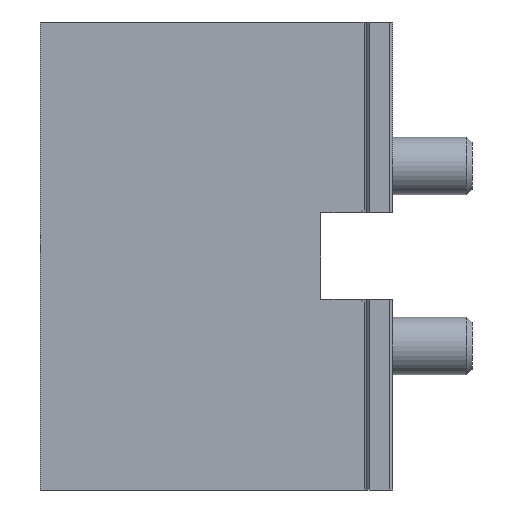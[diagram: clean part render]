
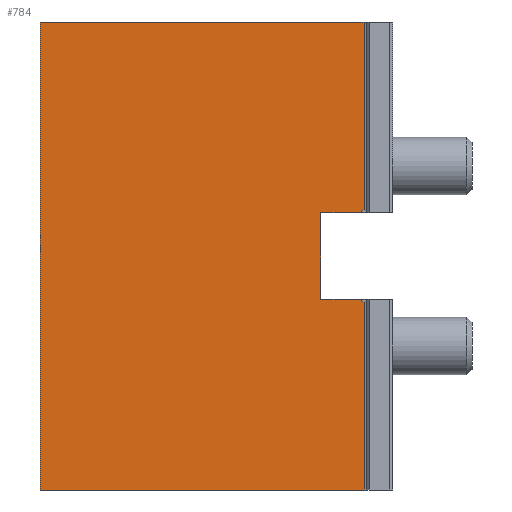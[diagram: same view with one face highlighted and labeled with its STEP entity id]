
A CAD part, left-side view. The second image highlights one B-rep face of the part: STEP entity #784.
In plain terms, the highlighted planar face has unit normal (-1, 0, 0).
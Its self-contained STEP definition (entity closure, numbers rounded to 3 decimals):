
#288=CARTESIAN_POINT('',(-27.5,-16.5,26.5));
#289=VERTEX_POINT('',#288);
#290=CARTESIAN_POINT('',(-27.5,-17.,26.));
#291=VERTEX_POINT('',#290);
#292=CARTESIAN_POINT('',(-27.5,-16.5,26.5));
#293=DIRECTION('',(0.0,-0.707,-0.707));
#294=VECTOR('',#293,0.707);
#295=LINE('',#292,#294);
#296=EDGE_CURVE('',#289,#291,#295,.T.);
#339=CARTESIAN_POINT('',(-27.5,-11.,26.5));
#340=VERTEX_POINT('',#339);
#347=CARTESIAN_POINT('',(-27.5,-16.5,26.5));
#348=DIRECTION('',(0.0,1.0,0.0));
#349=VECTOR('',#348,5.5);
#350=LINE('',#347,#349);
#351=EDGE_CURVE('',#289,#340,#350,.T.);
#606=CARTESIAN_POINT('',(-27.5,-16.5,38.5));
#607=VERTEX_POINT('',#606);
#614=CARTESIAN_POINT('',(-27.5,-11.,38.5));
#615=VERTEX_POINT('',#614);
#616=CARTESIAN_POINT('',(-27.5,-11.,38.5));
#617=DIRECTION('',(0.0,-1.0,0.0));
#618=VECTOR('',#617,5.5);
#619=LINE('',#616,#618);
#620=EDGE_CURVE('',#615,#607,#619,.T.);
#704=CARTESIAN_POINT('',(-27.5,-17.,39.0));
#705=VERTEX_POINT('',#704);
#712=CARTESIAN_POINT('',(-27.5,-17.,39.));
#713=DIRECTION('',(0.0,0.707,-0.707));
#714=VECTOR('',#713,0.707);
#715=LINE('',#712,#714);
#716=EDGE_CURVE('',#705,#607,#715,.T.);
#729=CARTESIAN_POINT('',(-27.5,-17.,0.0));
#730=DIRECTION('',(-1.0,0.0,0.0));
#731=DIRECTION('',(0.0,0.0,1.0));
#732=AXIS2_PLACEMENT_3D('',#729,#730,#731);
#733=PLANE('',#732);
#734=ORIENTED_EDGE('',*,*,#296,.F.);
#735=ORIENTED_EDGE('',*,*,#351,.T.);
#736=CARTESIAN_POINT('',(-27.5,-11.,26.5));
#737=DIRECTION('',(0.0,0.0,1.0));
#738=VECTOR('',#737,12.);
#739=LINE('',#736,#738);
#740=EDGE_CURVE('',#340,#615,#739,.T.);
#741=ORIENTED_EDGE('',*,*,#740,.T.);
#742=ORIENTED_EDGE('',*,*,#620,.T.);
#743=ORIENTED_EDGE('',*,*,#716,.F.);
#744=CARTESIAN_POINT('',(-27.5,-17.,65.0));
#745=VERTEX_POINT('',#744);
#746=CARTESIAN_POINT('',(-27.5,-17.,39.0));
#747=DIRECTION('',(0.0,0.0,1.0));
#748=VECTOR('',#747,26.0);
#749=LINE('',#746,#748);
#750=EDGE_CURVE('',#705,#745,#749,.T.);
#751=ORIENTED_EDGE('',*,*,#750,.T.);
#752=CARTESIAN_POINT('',(-27.5,28.,65.0));
#753=VERTEX_POINT('',#752);
#754=CARTESIAN_POINT('',(-27.5,-17.,65.0));
#755=DIRECTION('',(0.0,1.0,0.0));
#756=VECTOR('',#755,45.);
#757=LINE('',#754,#756);
#758=EDGE_CURVE('',#745,#753,#757,.T.);
#759=ORIENTED_EDGE('',*,*,#758,.T.);
#760=CARTESIAN_POINT('',(-27.5,28.,0.0));
#761=VERTEX_POINT('',#760);
#762=CARTESIAN_POINT('',(-27.5,28.,0.0));
#763=DIRECTION('',(0.0,0.0,1.0));
#764=VECTOR('',#763,65.0);
#765=LINE('',#762,#764);
#766=EDGE_CURVE('',#761,#753,#765,.T.);
#767=ORIENTED_EDGE('',*,*,#766,.F.);
#768=CARTESIAN_POINT('',(-27.5,-17.,0.0));
#769=VERTEX_POINT('',#768);
#770=CARTESIAN_POINT('',(-27.5,28.,0.0));
#771=DIRECTION('',(0.0,-1.0,0.0));
#772=VECTOR('',#771,45.);
#773=LINE('',#770,#772);
#774=EDGE_CURVE('',#761,#769,#773,.T.);
#775=ORIENTED_EDGE('',*,*,#774,.T.);
#776=CARTESIAN_POINT('',(-27.5,-17.,0.0));
#777=DIRECTION('',(0.0,0.0,1.0));
#778=VECTOR('',#777,26.);
#779=LINE('',#776,#778);
#780=EDGE_CURVE('',#769,#291,#779,.T.);
#781=ORIENTED_EDGE('',*,*,#780,.T.);
#782=EDGE_LOOP('',(#734,#735,#741,#742,#743,#751,#759,#767,#775,#781));
#783=FACE_OUTER_BOUND('',#782,.T.);
#784=ADVANCED_FACE('',(#783),#733,.T.);
